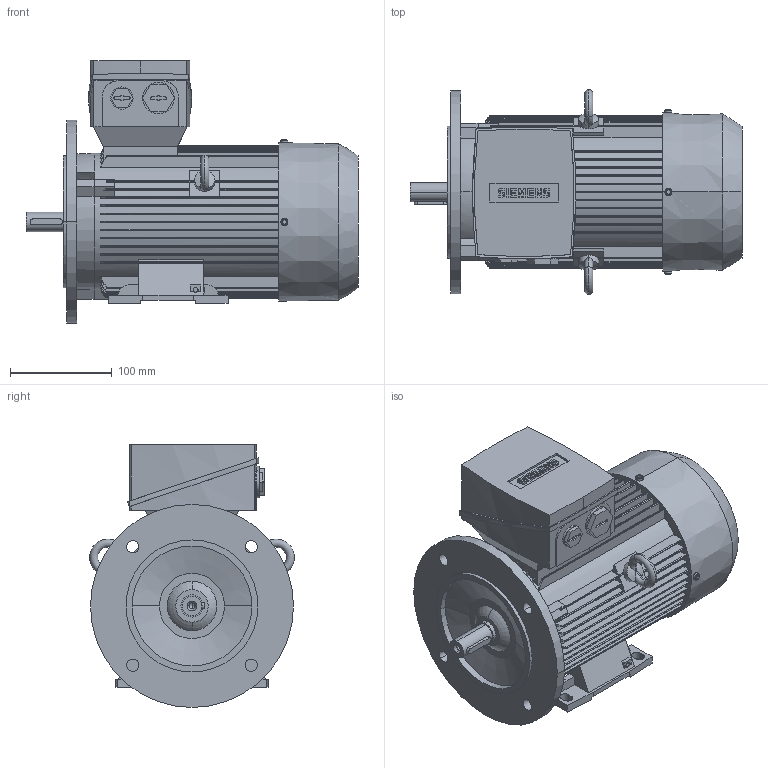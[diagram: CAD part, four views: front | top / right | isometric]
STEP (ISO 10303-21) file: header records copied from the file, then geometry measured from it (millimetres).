
FILE_DESCRIPTION(('STEP AP214'),'1');
FILE_NAME('cctmp_1F00EB3E-BD30-4FD9-8566-EF9FD0B51C75_2023_06_26_14_13_05_0458..stp','2023-06-26T12:13:05',('SIEMENS A&D'),('CADClick - www.CADClick.com'),'Spatial InterOp 3D',' ','unknown authorization');
FILE_SCHEMA(('AUTOMOTIVE_DESIGN'));
Length unit declared in the file: millimetre
Products named in the file (1): 2023_06_26_14_13_05_0442
Bounding box: 327 x 201.67 x 259 mm (x, y, z)
Volume: 5742788.3 mm3; surface area: 402885 mm2
Topology: 1 solids, 1 shells, 773 faces, 2187 edges, 1437 vertices
Faces by surface type: plane 488, cylinder 203, torus 60, cone 18, sphere 4
Entity records: 33424 total; most frequent: CARTESIAN_POINT 6974, ORIENTED_EDGE 4346, DIRECTION 4127, EDGE_CURVE 2173, VERTEX_POINT 1437, LINE 1417, VECTOR 1417, AXIS2_PLACEMENT_3D 1355
